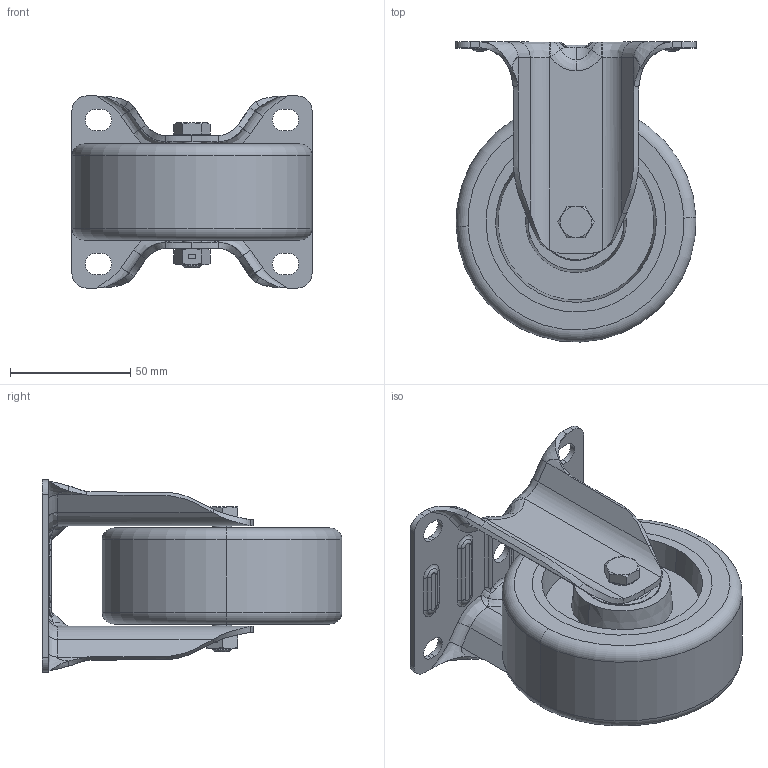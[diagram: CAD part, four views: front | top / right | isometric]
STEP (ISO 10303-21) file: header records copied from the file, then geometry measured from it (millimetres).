
FILE_DESCRIPTION (( 'STEP AP214' ), '1' );
FILE_NAME ('0056165.step', '2023-07-28T10:00:53', ( '' ), ( '' ), 'SwSTEP 2.0', 'SolidWorks 2020', '' );
FILE_SCHEMA (( 'AUTOMOTIVE_DESIGN' ));
Length unit declared in the file: millimetre
Products named in the file (1): 0056165
Bounding box: 100 x 124.97 x 80 mm (x, y, z)
Surface area: 86962 mm2 (no closed solid volume)
Topology: 0 solids, 12 shells, 347 faces, 848 edges, 518 vertices
Faces by surface type: bspline 112, cylinder 92, plane 85, cone 42, torus 16
Entity records: 22595 total; most frequent: CARTESIAN_POINT 11606, ORIENTED_EDGE 1612, DIRECTION 1226, EDGE_CURVE 840, VERTEX_POINT 518, AXIS2_PLACEMENT_3D 482, EDGE_LOOP 385, UNCERTAINTY_MEASURE_WITH_UNIT 349
